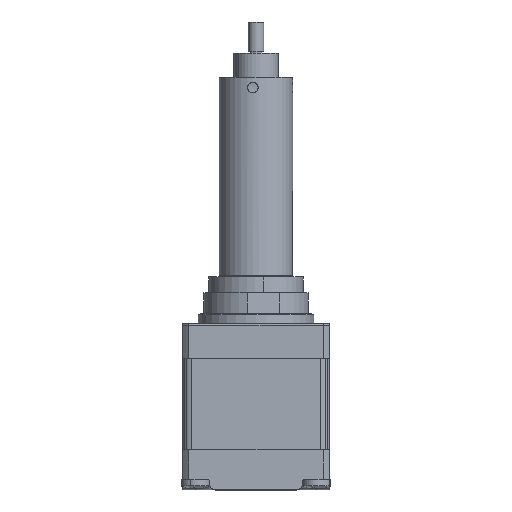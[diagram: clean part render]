
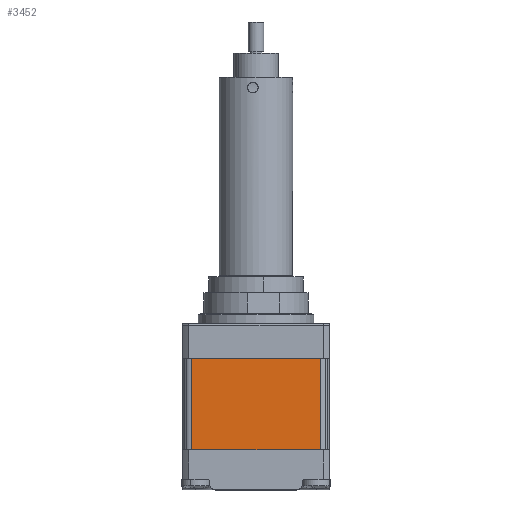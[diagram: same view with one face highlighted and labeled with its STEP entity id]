
A CAD part, top view. The second image highlights one B-rep face of the part: STEP entity #3452.
In plain terms, the highlighted planar face has unit normal (0, 0, 1).
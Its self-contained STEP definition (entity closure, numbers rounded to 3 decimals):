
#112 = CARTESIAN_POINT ( 'NONE',  ( 2.569, -6.297, 17.253 ) ) ;
#762 = DIRECTION ( 'NONE',  ( 1., 0., 0. ) ) ;
#983 = CARTESIAN_POINT ( 'NONE',  ( 2.569, 11.203, 17.253 ) ) ;
#1675 = PLANE ( 'NONE',  #10817 ) ;
#2564 = LINE ( 'NONE', #112, #9504 ) ;
#2692 = ORIENTED_EDGE ( 'NONE', *, *, #4880, .T. ) ;
#2848 = EDGE_CURVE ( 'NONE', #5228, #3723, #5222, .T. ) ;
#3008 = DIRECTION ( 'NONE',  ( -1., 0., 0. ) ) ;
#3033 = CARTESIAN_POINT ( 'NONE',  ( 27.063, 11.203, 17.253 ) ) ;
#3452 = ADVANCED_FACE ( 'NONE', ( #6603 ), #1675, .F. ) ;
#3596 = CARTESIAN_POINT ( 'NONE',  ( 2.569, -6.297, 17.253 ) ) ;
#3723 = VERTEX_POINT ( 'NONE', #4269 ) ;
#4183 = VECTOR ( 'NONE', #11734, 1000. ) ;
#4269 = CARTESIAN_POINT ( 'NONE',  ( 2.569, 11.203, 17.253 ) ) ;
#4880 = EDGE_CURVE ( 'NONE', #10622, #3723, #6781, .T. ) ;
#5222 = LINE ( 'NONE', #5458, #10216 ) ;
#5228 = VERTEX_POINT ( 'NONE', #5566 ) ;
#5458 = CARTESIAN_POINT ( 'NONE',  ( 2.569, -6.297, 17.253 ) ) ;
#5566 = CARTESIAN_POINT ( 'NONE',  ( 2.569, -6.297, 17.253 ) ) ;
#5966 = ORIENTED_EDGE ( 'NONE', *, *, #2848, .F. ) ;
#6459 = DIRECTION ( 'NONE',  ( 0., 1., 0. ) ) ;
#6462 = DIRECTION ( 'NONE',  ( 0., 1., 0. ) ) ;
#6581 = DIRECTION ( 'NONE',  ( 0., 0., -1. ) ) ;
#6603 = FACE_OUTER_BOUND ( 'NONE', #11824, .T. ) ;
#6781 = LINE ( 'NONE', #983, #4183 ) ;
#7945 = VECTOR ( 'NONE', #6459, 1000. ) ;
#8122 = ORIENTED_EDGE ( 'NONE', *, *, #11720, .T. ) ;
#8268 = VERTEX_POINT ( 'NONE', #10464 ) ;
#9504 = VECTOR ( 'NONE', #3008, 1000. ) ;
#9849 = ORIENTED_EDGE ( 'NONE', *, *, #11597, .F. ) ;
#10216 = VECTOR ( 'NONE', #6462, 1000. ) ;
#10464 = CARTESIAN_POINT ( 'NONE',  ( 27.063, -6.297, 17.253 ) ) ;
#10592 = LINE ( 'NONE', #12373, #7945 ) ;
#10622 = VERTEX_POINT ( 'NONE', #3033 ) ;
#10817 = AXIS2_PLACEMENT_3D ( 'NONE', #3596, #6581, #762 ) ;
#11597 = EDGE_CURVE ( 'NONE', #8268, #5228, #2564, .T. ) ;
#11720 = EDGE_CURVE ( 'NONE', #8268, #10622, #10592, .T. ) ;
#11734 = DIRECTION ( 'NONE',  ( -1., 0., 0. ) ) ;
#11824 = EDGE_LOOP ( 'NONE', ( #2692, #5966, #9849, #8122 ) ) ;
#12373 = CARTESIAN_POINT ( 'NONE',  ( 27.063, -6.297, 17.253 ) ) ;
